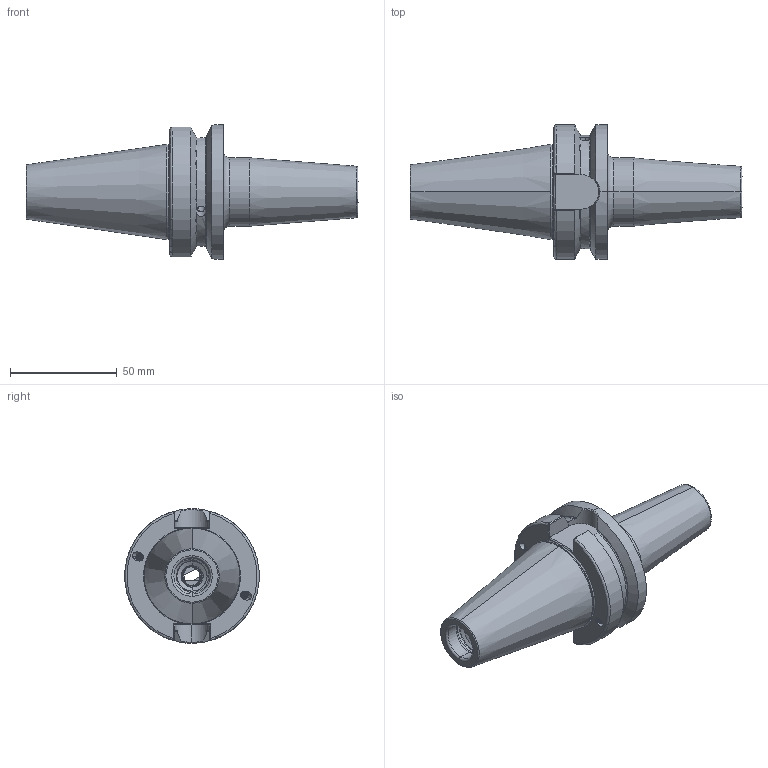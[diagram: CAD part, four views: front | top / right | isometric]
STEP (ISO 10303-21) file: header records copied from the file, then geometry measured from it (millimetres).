
FILE_DESCRIPTION (( 'STEP AP203' ), '1' );
FILE_NAME ('406.70.12.K.STEP', '2016-11-22T07:49:12', ( '' ), ( '' ), 'SwSTEP 2.0', 'SolidWorks 2012', '' );
FILE_SCHEMA (( 'CONFIG_CONTROL_DESIGN' ));
Length unit declared in the file: millimetre
Products named in the file (1): 406.70.12.K
Bounding box: 155.4 x 63 x 63 mm (x, y, z)
Volume: 152225 mm3; surface area: 33322.1 mm2
Topology: 1 solids, 1 shells, 291 faces, 799 edges, 510 vertices
Faces by surface type: cylinder 174, plane 39, torus 28, cone 28, bspline 22
Entity records: 20552 total; most frequent: CARTESIAN_POINT 14123, ORIENTED_EDGE 1598, DIRECTION 1076, EDGE_CURVE 799, VERTEX_POINT 510, AXIS2_PLACEMENT_3D 416, EDGE_LOOP 305, FACE_OUTER_BOUND 291
